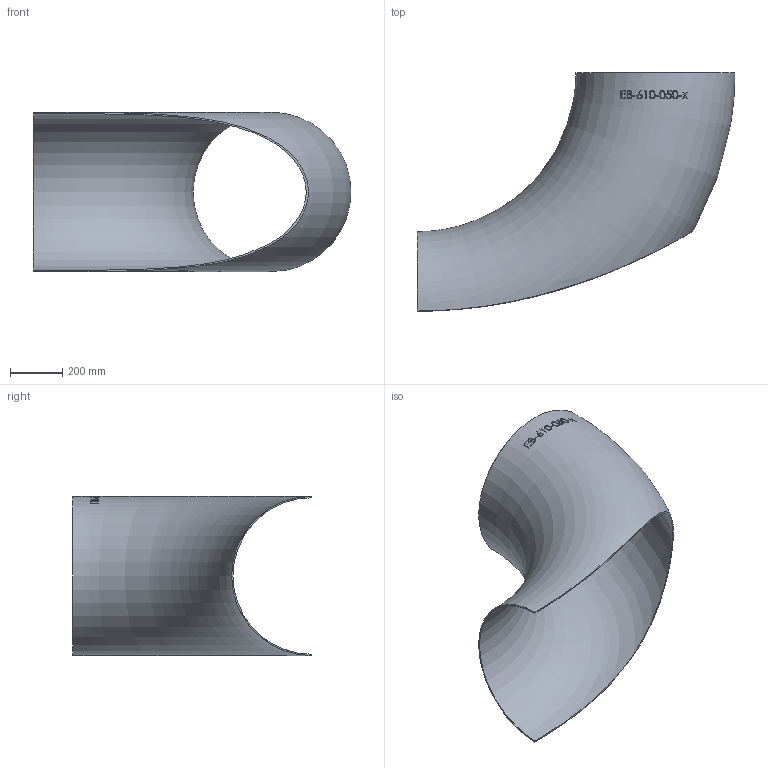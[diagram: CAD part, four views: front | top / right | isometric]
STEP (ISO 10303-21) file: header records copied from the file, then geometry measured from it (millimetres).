
FILE_DESCRIPTION (( 'STEP AP214' ), '1' );
FILE_NAME ('EB-610-050-x Einschweissbogen 1904.STEP', '2019-04-01T12:18:24', ( '' ), ( '' ), 'SwSTEP 2.0', 'SolidWorks 2016', '' );
FILE_SCHEMA (( 'AUTOMOTIVE_DESIGN' ));
Length unit declared in the file: millimetre
Products named in the file (1): EB-610-050-x Einschweissbogen 1904
Bounding box: 1219 x 914 x 610.1 mm (x, y, z)
Volume: 9252742.3 mm3; surface area: 3728702.2 mm2
Topology: 1 solids, 1 shells, 136 faces, 366 edges, 249 vertices
Faces by surface type: plane 62, bspline 54, torus 20
Entity records: 14367 total; most frequent: CARTESIAN_POINT 10182, ORIENTED_EDGE 724, EDGE_CURVE 362, DIRECTION 289, VERTEX_POINT 247, B_SPLINE_CURVE_WITH_KNOTS 243, EDGE_LOOP 157, FACE_OUTER_BOUND 138
